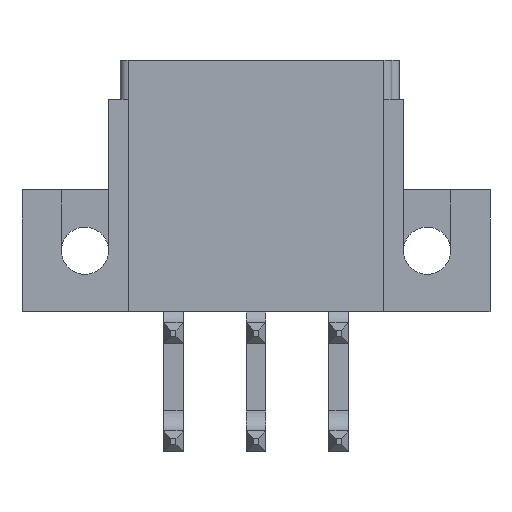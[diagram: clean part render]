
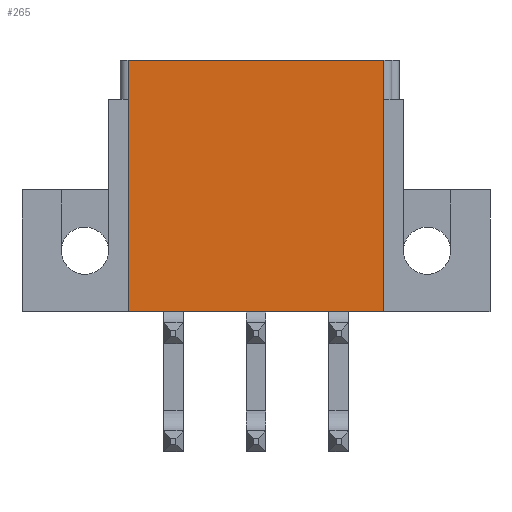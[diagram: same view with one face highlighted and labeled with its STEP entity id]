
A CAD part, front view. The second image highlights one B-rep face of the part: STEP entity #265.
In plain terms, the highlighted planar face has unit normal (0, -1, 0).
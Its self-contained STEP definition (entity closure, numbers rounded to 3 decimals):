
#265 = ADVANCED_FACE( '', ( #668 ), #669, .T. );
#668 = FACE_OUTER_BOUND( '', #1107, .T. );
#669 = PLANE( '', #1108 );
#1107 = EDGE_LOOP( '', ( #2560, #2561, #2562, #2563, #2564, #2565 ) );
#1108 = AXIS2_PLACEMENT_3D( '', #2566, #2567, #2568 );
#2560 = ORIENTED_EDGE( '', *, *, #2926, .T. );
#2561 = ORIENTED_EDGE( '', *, *, #3249, .F. );
#2562 = ORIENTED_EDGE( '', *, *, #2978, .T. );
#2563 = ORIENTED_EDGE( '', *, *, #3255, .F. );
#2564 = ORIENTED_EDGE( '', *, *, #3052, .T. );
#2565 = ORIENTED_EDGE( '', *, *, #3245, .T. );
#2566 = CARTESIAN_POINT( '', ( 6.9, 0.4, 0. ) );
#2567 = DIRECTION( '', ( 0., -1., 0. ) );
#2568 = DIRECTION( '', ( 0., 0., -1. ) );
#2926 = EDGE_CURVE( '', #3524, #3522, #3525, .T. );
#2978 = EDGE_CURVE( '', #3606, #3620, #3622, .T. );
#3052 = EDGE_CURVE( '', #3754, #3755, #3756, .T. );
#3245 = EDGE_CURVE( '', #3755, #3524, #4058, .T. );
#3249 = EDGE_CURVE( '', #3606, #3522, #4064, .T. );
#3255 = EDGE_CURVE( '', #3754, #3620, #4074, .T. );
#3522 = VERTEX_POINT( '', #4446 );
#3524 = VERTEX_POINT( '', #4448 );
#3525 = LINE( '', #4449, #4450 );
#3606 = VERTEX_POINT( '', #4569 );
#3620 = VERTEX_POINT( '', #4590 );
#3622 = LINE( '', #4593, #4594 );
#3754 = VERTEX_POINT( '', #4791 );
#3755 = VERTEX_POINT( '', #4792 );
#3756 = LINE( '', #4793, #4794 );
#4058 = LINE( '', #5275, #5276 );
#4064 = LINE( '', #5285, #5286 );
#4074 = LINE( '', #5300, #5301 );
#4446 = CARTESIAN_POINT( '', ( -6.5, 0.4, 0. ) );
#4448 = CARTESIAN_POINT( '', ( 6.5, 0.4, 0. ) );
#4449 = CARTESIAN_POINT( '', ( 6.5, 0.4, 0. ) );
#4450 = VECTOR( '', #5636, 1000. );
#4569 = CARTESIAN_POINT( '', ( -6.5, 0.4, -2. ) );
#4590 = CARTESIAN_POINT( '', ( -6.5, 0.4, -12.8 ) );
#4593 = CARTESIAN_POINT( '', ( -6.5, 0.4, -2. ) );
#4594 = VECTOR( '', #5698, 1000. );
#4791 = CARTESIAN_POINT( '', ( 6.5, 0.4, -12.8 ) );
#4792 = CARTESIAN_POINT( '', ( 6.5, 0.4, -2. ) );
#4793 = CARTESIAN_POINT( '', ( 6.5, 0.4, -12.8 ) );
#4794 = VECTOR( '', #5788, 1000. );
#5275 = CARTESIAN_POINT( '', ( 6.5, 0.4, -2. ) );
#5276 = VECTOR( '', #6007, 1000. );
#5285 = CARTESIAN_POINT( '', ( -6.5, 0.4, -2. ) );
#5286 = VECTOR( '', #6011, 1000. );
#5300 = CARTESIAN_POINT( '', ( 6.5, 0.4, -12.8 ) );
#5301 = VECTOR( '', #6019, 1000. );
#5636 = DIRECTION( '', ( -1., 0., 0. ) );
#5698 = DIRECTION( '', ( 0., 0., -1. ) );
#5788 = DIRECTION( '', ( 0., 0., 1. ) );
#6007 = DIRECTION( '', ( 0., 0., 1. ) );
#6011 = DIRECTION( '', ( 0., 0., 1. ) );
#6019 = DIRECTION( '', ( -1., 0., 0. ) );
